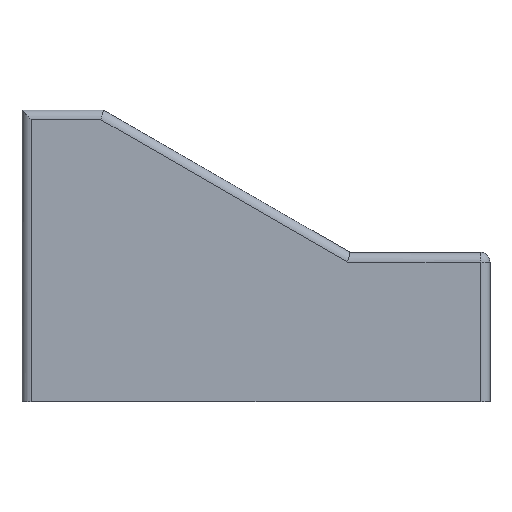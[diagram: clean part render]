
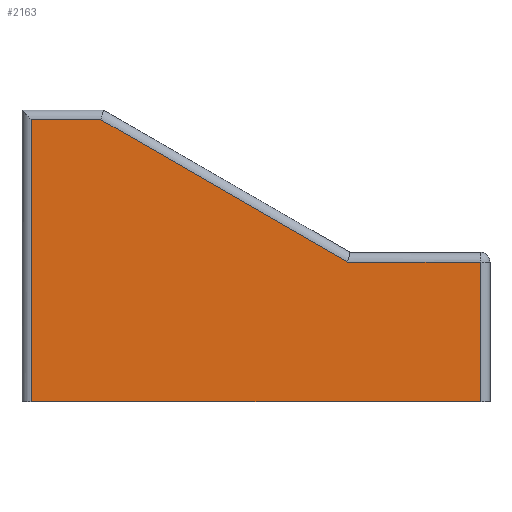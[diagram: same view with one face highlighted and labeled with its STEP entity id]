
A CAD part, front view. The second image highlights one B-rep face of the part: STEP entity #2163.
In plain terms, the highlighted planar face has unit normal (0, -1, 0).
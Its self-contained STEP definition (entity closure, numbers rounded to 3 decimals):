
#574 = EDGE_CURVE('',#575,#577,#579,.T.);
#575 = VERTEX_POINT('',#576);
#576 = CARTESIAN_POINT('',(2.,0.,0.));
#577 = VERTEX_POINT('',#578);
#578 = CARTESIAN_POINT('',(95.,0.,0.));
#579 = LINE('',#580,#581);
#580 = CARTESIAN_POINT('',(0.,0.,0.));
#581 = VECTOR('',#582,1.);
#582 = DIRECTION('',(1.,0.,0.));
#658 = EDGE_CURVE('',#575,#659,#661,.T.);
#659 = VERTEX_POINT('',#660);
#660 = CARTESIAN_POINT('',(2.,0.,58.5));
#661 = LINE('',#662,#663);
#662 = CARTESIAN_POINT('',(2.,0.,0.));
#663 = VECTOR('',#664,1.);
#664 = DIRECTION('',(0.,0.,1.));
#1899 = VERTEX_POINT('',#1900);
#1900 = CARTESIAN_POINT('',(67.464,0.,29.));
#1907 = EDGE_CURVE('',#1899,#1908,#1910,.T.);
#1908 = VERTEX_POINT('',#1909);
#1909 = CARTESIAN_POINT('',(95.,0.,29.));
#1910 = LINE('',#1911,#1912);
#1911 = CARTESIAN_POINT('',(68.,0.,29.));
#1912 = VECTOR('',#1913,1.);
#1913 = DIRECTION('',(1.,0.,0.));
#2163 = ADVANCED_FACE('',(#2164),#2189,.T.);
#2164 = FACE_BOUND('',#2165,.T.);
#2165 = EDGE_LOOP('',(#2166,#2167,#2173,#2174,#2182,#2188));
#2166 = ORIENTED_EDGE('',*,*,#574,.T.);
#2167 = ORIENTED_EDGE('',*,*,#2168,.T.);
#2168 = EDGE_CURVE('',#577,#1908,#2169,.T.);
#2169 = LINE('',#2170,#2171);
#2170 = CARTESIAN_POINT('',(95.,0.,0.));
#2171 = VECTOR('',#2172,1.);
#2172 = DIRECTION('',(0.,0.,1.));
#2173 = ORIENTED_EDGE('',*,*,#1907,.F.);
#2174 = ORIENTED_EDGE('',*,*,#2175,.F.);
#2175 = EDGE_CURVE('',#2176,#1899,#2178,.T.);
#2176 = VERTEX_POINT('',#2177);
#2177 = CARTESIAN_POINT('',(16.369,0.,58.5));
#2178 = LINE('',#2179,#2180);
#2179 = CARTESIAN_POINT('',(15.905,0.,58.768));
#2180 = VECTOR('',#2181,1.);
#2181 = DIRECTION('',(0.866,0.,-0.5));
#2182 = ORIENTED_EDGE('',*,*,#2183,.F.);
#2183 = EDGE_CURVE('',#659,#2176,#2184,.T.);
#2184 = LINE('',#2185,#2186);
#2185 = CARTESIAN_POINT('',(0.,0.,58.5));
#2186 = VECTOR('',#2187,1.);
#2187 = DIRECTION('',(1.,0.,0.));
#2188 = ORIENTED_EDGE('',*,*,#658,.F.);
#2189 = PLANE('',#2190);
#2190 = AXIS2_PLACEMENT_3D('',#2191,#2192,#2193);
#2191 = CARTESIAN_POINT('',(43.461,0.,23.625));
#2192 = DIRECTION('',(0.,-1.,0.));
#2193 = DIRECTION('',(0.,0.,-1.));
